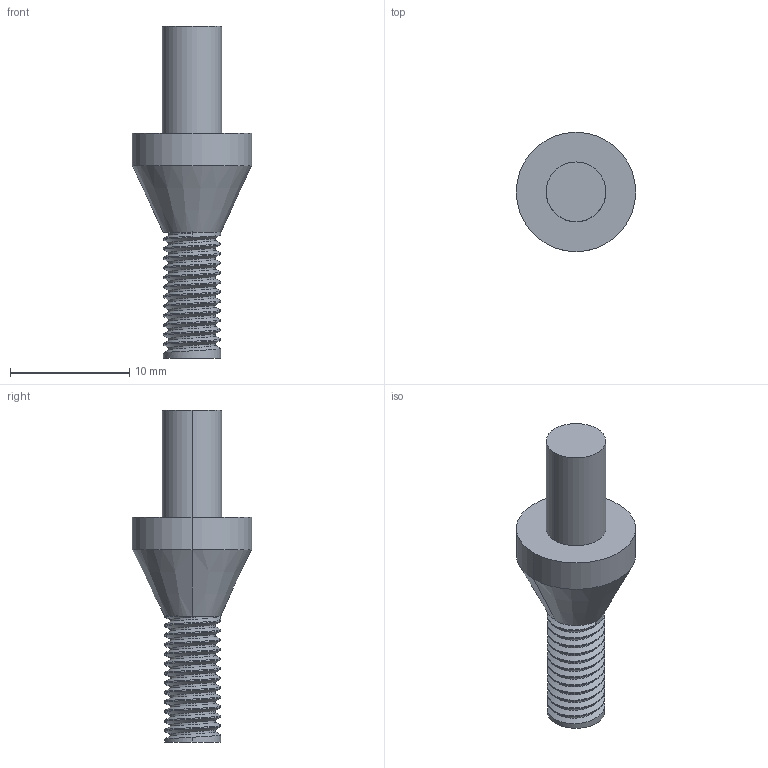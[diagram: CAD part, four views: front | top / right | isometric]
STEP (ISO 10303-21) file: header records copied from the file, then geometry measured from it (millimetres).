
FILE_DESCRIPTION (( 'STEP AP214' ), '1' );
FILE_NAME ('Pin.STEP', '2025-02-15T09:39:51', ( '' ), ( '' ), 'SwSTEP 2.0', 'SolidWorks 2020', '' );
FILE_SCHEMA (( 'AUTOMOTIVE_DESIGN' ));
Length unit declared in the file: millimetre
Products named in the file (1): Pin
Bounding box: 10 x 10 x 27.81 mm (x, y, z)
Volume: 783.8 mm3; surface area: 702.1 mm2
Topology: 1 solids, 1 shells, 98 faces, 278 edges, 183 vertices
Faces by surface type: cylinder 44, bspline 43, plane 9, cone 2
Entity records: 21380 total; most frequent: CARTESIAN_POINT 19468, ORIENTED_EDGE 556, EDGE_CURVE 278, DIRECTION 216, VERTEX_POINT 183, EDGE_LOOP 99, FACE_OUTER_BOUND 98, ADVANCED_FACE 98
